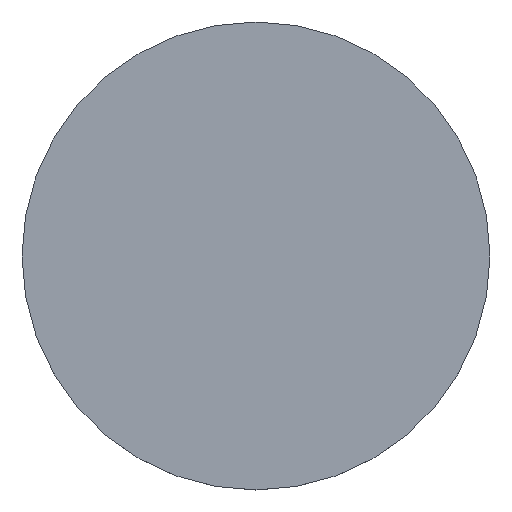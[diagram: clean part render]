
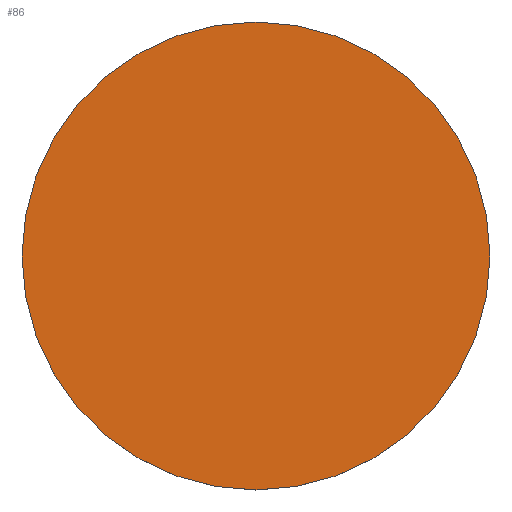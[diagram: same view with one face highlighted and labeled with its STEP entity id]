
A CAD part, top view. The second image highlights one B-rep face of the part: STEP entity #86.
In plain terms, the highlighted planar face has unit normal (0, 0, 1).
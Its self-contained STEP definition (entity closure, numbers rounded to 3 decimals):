
#9 = DIRECTION ( 'NONE',  ( 1., 0., 0. ) ) ;
#12 = CIRCLE ( 'NONE', #62, 12.5 ) ;
#15 = CARTESIAN_POINT ( 'NONE',  ( 12.5, 0., 0.8 ) ) ;
#17 = DIRECTION ( 'NONE',  ( 0., 0., 1. ) ) ;
#19 = EDGE_CURVE ( 'NONE', #46, #45, #12, .T. ) ;
#20 = FACE_OUTER_BOUND ( 'NONE', #37, .T. ) ;
#27 = ORIENTED_EDGE ( 'NONE', *, *, #19, .T. ) ;
#37 = EDGE_LOOP ( 'NONE', ( #111, #27 ) ) ;
#45 = VERTEX_POINT ( 'NONE', #109 ) ;
#46 = VERTEX_POINT ( 'NONE', #15 ) ;
#56 = DIRECTION ( 'NONE',  ( 1., 0., 0. ) ) ;
#58 = AXIS2_PLACEMENT_3D ( 'NONE', #89, #103, #9 ) ;
#62 = AXIS2_PLACEMENT_3D ( 'NONE', #133, #17, #56 ) ;
#79 = DIRECTION ( 'NONE',  ( 1., 0., 0. ) ) ;
#86 = ADVANCED_FACE ( 'NONE', ( #20 ), #113, .T. ) ;
#88 = CARTESIAN_POINT ( 'NONE',  ( 0., 0., 0.8 ) ) ;
#89 = CARTESIAN_POINT ( 'NONE',  ( 0., 0., 0.8 ) ) ;
#99 = AXIS2_PLACEMENT_3D ( 'NONE', #88, #126, #79 ) ;
#103 = DIRECTION ( 'NONE',  ( 0., 0., 1. ) ) ;
#109 = CARTESIAN_POINT ( 'NONE',  ( -12.5, 0., 0.8 ) ) ;
#111 = ORIENTED_EDGE ( 'NONE', *, *, #129, .T. ) ;
#113 = PLANE ( 'NONE',  #58 ) ;
#116 = CIRCLE ( 'NONE', #99, 12.5 ) ;
#126 = DIRECTION ( 'NONE',  ( 0., 0., 1. ) ) ;
#129 = EDGE_CURVE ( 'NONE', #45, #46, #116, .T. ) ;
#133 = CARTESIAN_POINT ( 'NONE',  ( 0., 0., 0.8 ) ) ;
